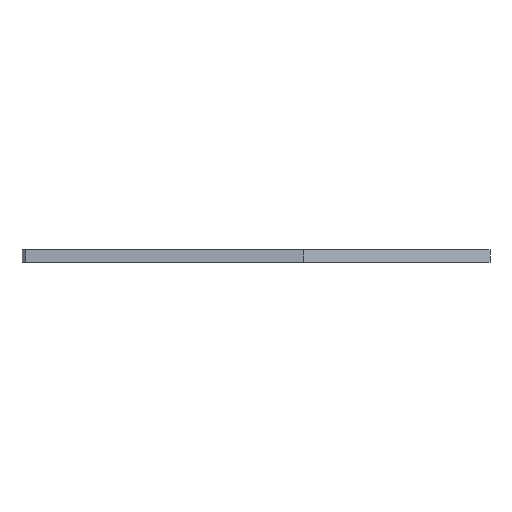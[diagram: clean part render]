
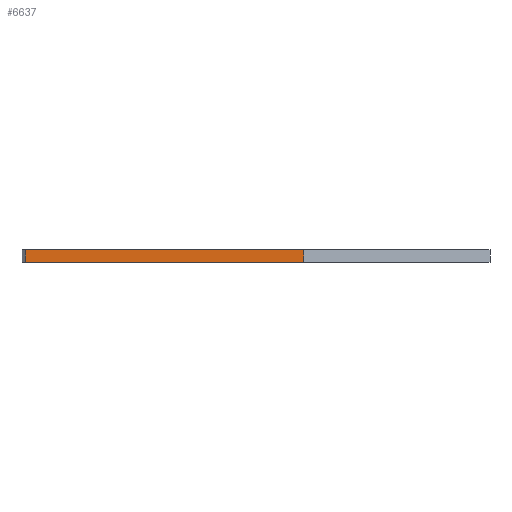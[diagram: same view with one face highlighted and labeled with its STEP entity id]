
A CAD part, left-side view. The second image highlights one B-rep face of the part: STEP entity #6637.
In plain terms, the highlighted planar face has unit normal (-1, 0, 0).
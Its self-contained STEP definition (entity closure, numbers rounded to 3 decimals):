
#83 = PLANE('',#84);
#84 = AXIS2_PLACEMENT_3D('',#85,#86,#87);
#85 = CARTESIAN_POINT('',(160.012,-99.92,1.6));
#86 = DIRECTION('',(0.,0.,1.));
#87 = DIRECTION('',(1.,0.,-0.));
#137 = PLANE('',#138);
#138 = AXIS2_PLACEMENT_3D('',#139,#140,#141);
#139 = CARTESIAN_POINT('',(160.012,-99.92,0.));
#140 = DIRECTION('',(0.,0.,1.));
#141 = DIRECTION('',(1.,0.,-0.));
#170 = PLANE('',#171);
#171 = AXIS2_PLACEMENT_3D('',#172,#173,#174);
#172 = CARTESIAN_POINT('',(111.5,-107.,0.));
#173 = DIRECTION('',(0.861,0.509,-0.));
#174 = DIRECTION('',(0.509,-0.861,0.));
#414 = VERTEX_POINT('',#415);
#415 = CARTESIAN_POINT('',(111.5,-70.5,0.));
#429 = PLANE('',#430);
#430 = AXIS2_PLACEMENT_3D('',#431,#432,#433);
#431 = CARTESIAN_POINT('',(211.5,-70.,0.));
#432 = DIRECTION('',(0.005,-1.,0.));
#433 = DIRECTION('',(-1.,-0.005,0.));
#441 = EDGE_CURVE('',#414,#442,#444,.T.);
#442 = VERTEX_POINT('',#443);
#443 = CARTESIAN_POINT('',(111.5,-107.,0.));
#444 = SURFACE_CURVE('',#445,(#449,#456),.PCURVE_S1.);
#445 = LINE('',#446,#447);
#446 = CARTESIAN_POINT('',(111.5,-70.5,0.));
#447 = VECTOR('',#448,1.);
#448 = DIRECTION('',(0.,-1.,0.));
#449 = PCURVE('',#137,#450);
#450 = DEFINITIONAL_REPRESENTATION('',(#451),#455);
#451 = LINE('',#452,#453);
#452 = CARTESIAN_POINT('',(-48.512,29.42));
#453 = VECTOR('',#454,1.);
#454 = DIRECTION('',(0.,-1.));
#455 = ( GEOMETRIC_REPRESENTATION_CONTEXT(2) 
PARAMETRIC_REPRESENTATION_CONTEXT() REPRESENTATION_CONTEXT('2D SPACE',''
  ) );
#456 = PCURVE('',#457,#462);
#457 = PLANE('',#458);
#458 = AXIS2_PLACEMENT_3D('',#459,#460,#461);
#459 = CARTESIAN_POINT('',(111.5,-70.5,0.));
#460 = DIRECTION('',(1.,0.,-0.));
#461 = DIRECTION('',(0.,-1.,0.));
#462 = DEFINITIONAL_REPRESENTATION('',(#463),#467);
#463 = LINE('',#464,#465);
#464 = CARTESIAN_POINT('',(0.,0.));
#465 = VECTOR('',#466,1.);
#466 = DIRECTION('',(1.,0.));
#467 = ( GEOMETRIC_REPRESENTATION_CONTEXT(2) 
PARAMETRIC_REPRESENTATION_CONTEXT() REPRESENTATION_CONTEXT('2D SPACE',''
  ) );
#3813 = VERTEX_POINT('',#3814);
#3814 = CARTESIAN_POINT('',(111.5,-70.5,1.6));
#3835 = EDGE_CURVE('',#3813,#3836,#3838,.T.);
#3836 = VERTEX_POINT('',#3837);
#3837 = CARTESIAN_POINT('',(111.5,-107.,1.6));
#3838 = SURFACE_CURVE('',#3839,(#3843,#3850),.PCURVE_S1.);
#3839 = LINE('',#3840,#3841);
#3840 = CARTESIAN_POINT('',(111.5,-70.5,1.6));
#3841 = VECTOR('',#3842,1.);
#3842 = DIRECTION('',(0.,-1.,0.));
#3843 = PCURVE('',#83,#3844);
#3844 = DEFINITIONAL_REPRESENTATION('',(#3845),#3849);
#3845 = LINE('',#3846,#3847);
#3846 = CARTESIAN_POINT('',(-48.512,29.42));
#3847 = VECTOR('',#3848,1.);
#3848 = DIRECTION('',(0.,-1.));
#3849 = ( GEOMETRIC_REPRESENTATION_CONTEXT(2) 
PARAMETRIC_REPRESENTATION_CONTEXT() REPRESENTATION_CONTEXT('2D SPACE',''
  ) );
#3850 = PCURVE('',#457,#3851);
#3851 = DEFINITIONAL_REPRESENTATION('',(#3852),#3856);
#3852 = LINE('',#3853,#3854);
#3853 = CARTESIAN_POINT('',(0.,-1.6));
#3854 = VECTOR('',#3855,1.);
#3855 = DIRECTION('',(1.,0.));
#3856 = ( GEOMETRIC_REPRESENTATION_CONTEXT(2) 
PARAMETRIC_REPRESENTATION_CONTEXT() REPRESENTATION_CONTEXT('2D SPACE',''
  ) );
#6587 = EDGE_CURVE('',#442,#3836,#6588,.T.);
#6588 = SURFACE_CURVE('',#6589,(#6593,#6600),.PCURVE_S1.);
#6589 = LINE('',#6590,#6591);
#6590 = CARTESIAN_POINT('',(111.5,-107.,0.));
#6591 = VECTOR('',#6592,1.);
#6592 = DIRECTION('',(0.,0.,1.));
#6593 = PCURVE('',#170,#6594);
#6594 = DEFINITIONAL_REPRESENTATION('',(#6595),#6599);
#6595 = LINE('',#6596,#6597);
#6596 = CARTESIAN_POINT('',(0.,0.));
#6597 = VECTOR('',#6598,1.);
#6598 = DIRECTION('',(0.,-1.));
#6599 = ( GEOMETRIC_REPRESENTATION_CONTEXT(2) 
PARAMETRIC_REPRESENTATION_CONTEXT() REPRESENTATION_CONTEXT('2D SPACE',''
  ) );
#6600 = PCURVE('',#457,#6601);
#6601 = DEFINITIONAL_REPRESENTATION('',(#6602),#6606);
#6602 = LINE('',#6603,#6604);
#6603 = CARTESIAN_POINT('',(36.5,0.));
#6604 = VECTOR('',#6605,1.);
#6605 = DIRECTION('',(0.,-1.));
#6606 = ( GEOMETRIC_REPRESENTATION_CONTEXT(2) 
PARAMETRIC_REPRESENTATION_CONTEXT() REPRESENTATION_CONTEXT('2D SPACE',''
  ) );
#6637 = ADVANCED_FACE('',(#6638),#457,.F.);
#6638 = FACE_BOUND('',#6639,.F.);
#6639 = EDGE_LOOP('',(#6640,#6661,#6662,#6663));
#6640 = ORIENTED_EDGE('',*,*,#6641,.T.);
#6641 = EDGE_CURVE('',#414,#3813,#6642,.T.);
#6642 = SURFACE_CURVE('',#6643,(#6647,#6654),.PCURVE_S1.);
#6643 = LINE('',#6644,#6645);
#6644 = CARTESIAN_POINT('',(111.5,-70.5,0.));
#6645 = VECTOR('',#6646,1.);
#6646 = DIRECTION('',(0.,0.,1.));
#6647 = PCURVE('',#457,#6648);
#6648 = DEFINITIONAL_REPRESENTATION('',(#6649),#6653);
#6649 = LINE('',#6650,#6651);
#6650 = CARTESIAN_POINT('',(0.,0.));
#6651 = VECTOR('',#6652,1.);
#6652 = DIRECTION('',(0.,-1.));
#6653 = ( GEOMETRIC_REPRESENTATION_CONTEXT(2) 
PARAMETRIC_REPRESENTATION_CONTEXT() REPRESENTATION_CONTEXT('2D SPACE',''
  ) );
#6654 = PCURVE('',#429,#6655);
#6655 = DEFINITIONAL_REPRESENTATION('',(#6656),#6660);
#6656 = LINE('',#6657,#6658);
#6657 = CARTESIAN_POINT('',(100.001,0.));
#6658 = VECTOR('',#6659,1.);
#6659 = DIRECTION('',(0.,-1.));
#6660 = ( GEOMETRIC_REPRESENTATION_CONTEXT(2) 
PARAMETRIC_REPRESENTATION_CONTEXT() REPRESENTATION_CONTEXT('2D SPACE',''
  ) );
#6661 = ORIENTED_EDGE('',*,*,#3835,.T.);
#6662 = ORIENTED_EDGE('',*,*,#6587,.F.);
#6663 = ORIENTED_EDGE('',*,*,#441,.F.);
